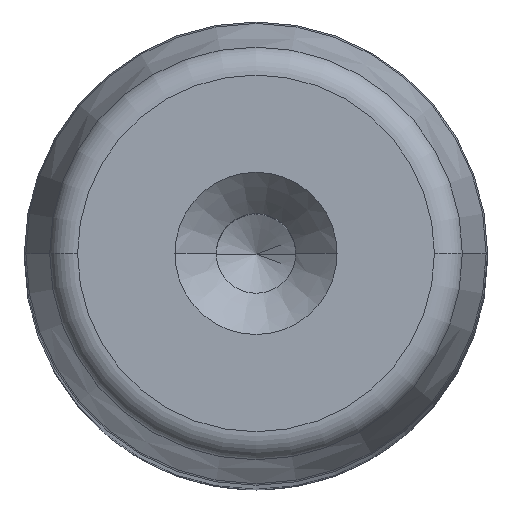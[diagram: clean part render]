
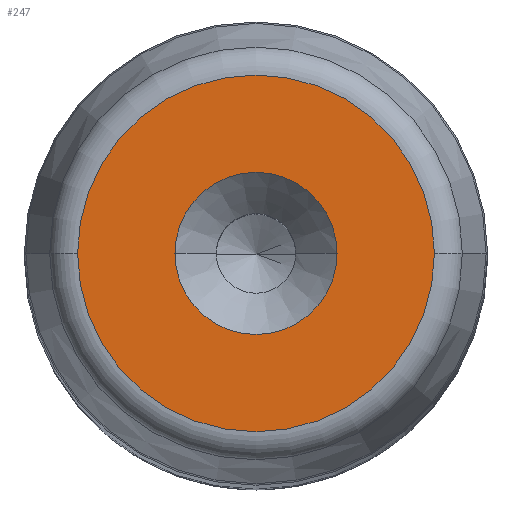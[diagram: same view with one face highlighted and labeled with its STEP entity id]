
A CAD part, top view. The second image highlights one B-rep face of the part: STEP entity #247.
In plain terms, the highlighted planar face has unit normal (0, 0, 1).
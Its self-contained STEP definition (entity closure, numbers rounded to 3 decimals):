
#100 = ORIENTED_EDGE ( 'NONE', *, *, #2815, .F. ) ;
#247 = ADVANCED_FACE ( 'NONE', ( #1068, #1143 ), #1764, .T. ) ;
#267 = CARTESIAN_POINT ( 'NONE',  ( 0., 0., 200. ) ) ;
#272 = CIRCLE ( 'NONE', #443, 12.322 ) ;
#283 = ORIENTED_EDGE ( 'NONE', *, *, #2291, .T. ) ;
#375 = DIRECTION ( 'NONE',  ( 1., 0., 0. ) ) ;
#443 = AXIS2_PLACEMENT_3D ( 'NONE', #267, #1887, #504 ) ;
#482 = CARTESIAN_POINT ( 'NONE',  ( 12.322, 0., 200. ) ) ;
#501 = AXIS2_PLACEMENT_3D ( 'NONE', #1107, #2054, #1552 ) ;
#504 = DIRECTION ( 'NONE',  ( 1., 0., 0. ) ) ;
#579 = EDGE_LOOP ( 'NONE', ( #2206, #100 ) ) ;
#644 = DIRECTION ( 'NONE',  ( 1., 0., 0. ) ) ;
#683 = AXIS2_PLACEMENT_3D ( 'NONE', #2219, #1996, #375 ) ;
#764 = ORIENTED_EDGE ( 'NONE', *, *, #2455, .T. ) ;
#1038 = VERTEX_POINT ( 'NONE', #482 ) ;
#1068 = FACE_OUTER_BOUND ( 'NONE', #2323, .T. ) ;
#1107 = CARTESIAN_POINT ( 'NONE',  ( 0., 0., 200. ) ) ;
#1143 = FACE_BOUND ( 'NONE', #579, .T. ) ;
#1235 = DIRECTION ( 'NONE',  ( 1., 0., 0. ) ) ;
#1331 = VERTEX_POINT ( 'NONE', #2674 ) ;
#1335 = EDGE_CURVE ( 'NONE', #2999, #2588, #2462, .T. ) ;
#1471 = CARTESIAN_POINT ( 'NONE',  ( 0., 0., 200. ) ) ;
#1552 = DIRECTION ( 'NONE',  ( 1., 0., 0. ) ) ;
#1586 = AXIS2_PLACEMENT_3D ( 'NONE', #2493, #1790, #644 ) ;
#1588 = CARTESIAN_POINT ( 'NONE',  ( 5.6, 0., 200. ) ) ;
#1736 = DIRECTION ( 'NONE',  ( 0., 0., 1. ) ) ;
#1764 = PLANE ( 'NONE',  #683 ) ;
#1790 = DIRECTION ( 'NONE',  ( 0., 0., 1. ) ) ;
#1887 = DIRECTION ( 'NONE',  ( 0., 0., 1. ) ) ;
#1996 = DIRECTION ( 'NONE',  ( 0., 0., 1. ) ) ;
#2054 = DIRECTION ( 'NONE',  ( 0., 0., 1. ) ) ;
#2093 = CIRCLE ( 'NONE', #501, 12.322 ) ;
#2206 = ORIENTED_EDGE ( 'NONE', *, *, #1335, .F. ) ;
#2219 = CARTESIAN_POINT ( 'NONE',  ( 0., 0., 200. ) ) ;
#2291 = EDGE_CURVE ( 'NONE', #1331, #1038, #272, .T. ) ;
#2323 = EDGE_LOOP ( 'NONE', ( #764, #283 ) ) ;
#2455 = EDGE_CURVE ( 'NONE', #1038, #1331, #2093, .T. ) ;
#2462 = CIRCLE ( 'NONE', #2870, 5.6 ) ;
#2493 = CARTESIAN_POINT ( 'NONE',  ( 0., 0., 200. ) ) ;
#2588 = VERTEX_POINT ( 'NONE', #2793 ) ;
#2674 = CARTESIAN_POINT ( 'NONE',  ( -12.322, 0., 200. ) ) ;
#2793 = CARTESIAN_POINT ( 'NONE',  ( -5.6, 0., 200. ) ) ;
#2815 = EDGE_CURVE ( 'NONE', #2588, #2999, #2907, .T. ) ;
#2870 = AXIS2_PLACEMENT_3D ( 'NONE', #1471, #1736, #1235 ) ;
#2907 = CIRCLE ( 'NONE', #1586, 5.6 ) ;
#2999 = VERTEX_POINT ( 'NONE', #1588 ) ;
